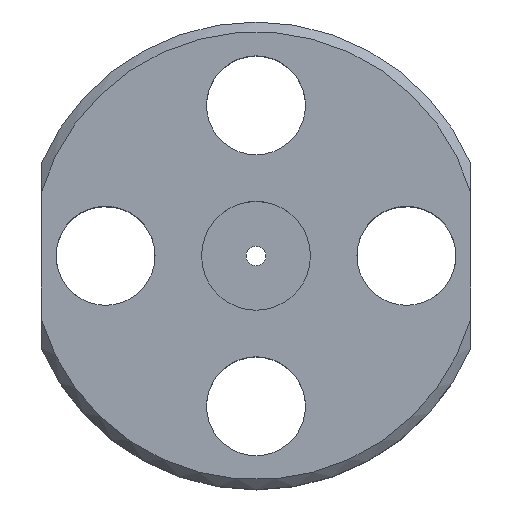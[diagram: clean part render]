
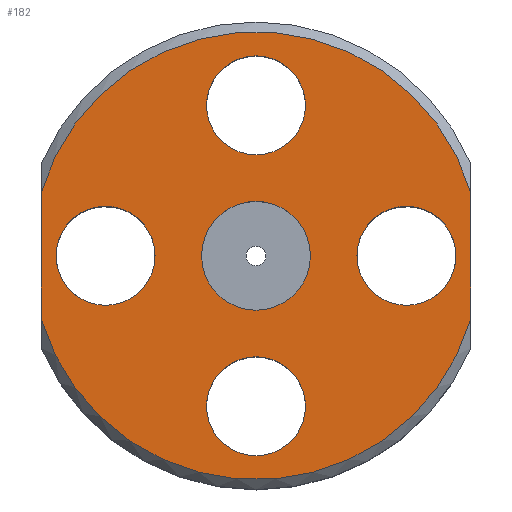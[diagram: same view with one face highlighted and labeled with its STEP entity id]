
A CAD part, top view. The second image highlights one B-rep face of the part: STEP entity #182.
In plain terms, the highlighted planar face has unit normal (0, 0, 1).
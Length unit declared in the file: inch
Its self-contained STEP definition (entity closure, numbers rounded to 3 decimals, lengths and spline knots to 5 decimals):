
#6 = VERTEX_POINT ( 'NONE', #902 ) ;
#42 = ORIENTED_EDGE ( 'NONE', *, *, #4266, .F. ) ;
#51 = EDGE_CURVE ( 'NONE', #6, #53, #965, .T. ) ;
#53 = VERTEX_POINT ( 'NONE', #961 ) ;
#115 = VERTEX_POINT ( 'NONE', #1070 ) ;
#124 = VERTEX_POINT ( 'NONE', #1128 ) ;
#125 = EDGE_CURVE ( 'NONE', #124, #115, #1122, .T. ) ;
#162 = EDGE_CURVE ( 'NONE', #124, #53, #1188, .T. ) ;
#163 = EDGE_LOOP ( 'NONE', ( #195, #200 ) ) ;
#165 = ORIENTED_EDGE ( 'NONE', *, *, #169, .F. ) ;
#167 = ORIENTED_EDGE ( 'NONE', *, *, #125, .F. ) ;
#169 = EDGE_CURVE ( 'NONE', #4164, #4140, #1174, .T. ) ;
#170 = ORIENTED_EDGE ( 'NONE', *, *, #51, .F. ) ;
#171 = ORIENTED_EDGE ( 'NONE', *, *, #172, .T. ) ;
#172 = EDGE_CURVE ( 'NONE', #6, #115, #1166, .T. ) ;
#174 = EDGE_LOOP ( 'NONE', ( #167, #175, #170, #171 ) ) ;
#175 = ORIENTED_EDGE ( 'NONE', *, *, #162, .T. ) ;
#178 = EDGE_LOOP ( 'NONE', ( #165, #179 ) ) ;
#179 = ORIENTED_EDGE ( 'NONE', *, *, #4142, .F. ) ;
#182 = ADVANCED_FACE ( 'NONE', ( #1223, #1222, #1221, #1220, #1219, #1218 ), #1217, .T. ) ;
#183 = EDGE_LOOP ( 'NONE', ( #197, #204 ) ) ;
#184 = EDGE_CURVE ( 'NONE', #4260, #4271, #1215, .T. ) ;
#185 = ORIENTED_EDGE ( 'NONE', *, *, #184, .F. ) ;
#186 = ORIENTED_EDGE ( 'NONE', *, *, #4224, .F. ) ;
#187 = EDGE_LOOP ( 'NONE', ( #185, #42 ) ) ;
#195 = ORIENTED_EDGE ( 'NONE', *, *, #209, .F. ) ;
#197 = ORIENTED_EDGE ( 'NONE', *, *, #203, .F. ) ;
#200 = ORIENTED_EDGE ( 'NONE', *, *, #4207, .F. ) ;
#203 = EDGE_CURVE ( 'NONE', #4280, #4211, #1251, .T. ) ;
#204 = ORIENTED_EDGE ( 'NONE', *, *, #4286, .F. ) ;
#207 = ORIENTED_EDGE ( 'NONE', *, *, #210, .F. ) ;
#208 = EDGE_LOOP ( 'NONE', ( #207, #186 ) ) ;
#209 = EDGE_CURVE ( 'NONE', #4130, #4205, #1238, .T. ) ;
#210 = EDGE_CURVE ( 'NONE', #4129, #4173, #1233, .T. ) ;
#902 = CARTESIAN_POINT ( 'NONE',  ( -2.712, -0.80079, 1.47638 ) ) ;
#961 = CARTESIAN_POINT ( 'NONE',  ( -2.712, 0.80079, 1.47638 ) ) ;
#962 = DIRECTION ( 'NONE',  ( 0., 1., 0. ) ) ;
#963 = VECTOR ( 'NONE', #962, 39.37008 ) ;
#964 = CARTESIAN_POINT ( 'NONE',  ( -2.712, 1.16783, 1.47638 ) ) ;
#965 = LINE ( 'NONE', #964, #963 ) ;
#1070 = CARTESIAN_POINT ( 'NONE',  ( 2.712, -0.80079, 1.47638 ) ) ;
#1119 = DIRECTION ( 'NONE',  ( 0., -1., 0. ) ) ;
#1120 = VECTOR ( 'NONE', #1119, 39.37008 ) ;
#1121 = CARTESIAN_POINT ( 'NONE',  ( 2.712, 1.16783, 1.47638 ) ) ;
#1122 = LINE ( 'NONE', #1121, #1120 ) ;
#1128 = CARTESIAN_POINT ( 'NONE',  ( 2.712, 0.80079, 1.47638 ) ) ;
#1162 = DIRECTION ( 'NONE',  ( 1., 0., 0. ) ) ;
#1163 = DIRECTION ( 'NONE',  ( 0., 0., 1. ) ) ;
#1164 = CARTESIAN_POINT ( 'NONE',  ( 0., 0., 1.47638 ) ) ;
#1165 = AXIS2_PLACEMENT_3D ( 'NONE', #1164, #1163, #1162 ) ;
#1166 = CIRCLE ( 'NONE', #1165, 2.82776 ) ;
#1167 = DIRECTION ( 'NONE',  ( 1., 0., 0. ) ) ;
#1168 = DIRECTION ( 'NONE',  ( 0., 0., 1. ) ) ;
#1169 = CARTESIAN_POINT ( 'NONE',  ( 0., 0., 1.47638 ) ) ;
#1170 = AXIS2_PLACEMENT_3D ( 'NONE', #1169, #1168, #1167 ) ;
#1174 = CIRCLE ( 'NONE', #1170, 0.6875 ) ;
#1184 = DIRECTION ( 'NONE',  ( 1., 0., 0. ) ) ;
#1185 = DIRECTION ( 'NONE',  ( 0., 0., 1. ) ) ;
#1186 = CARTESIAN_POINT ( 'NONE',  ( 0., 0., 1.47638 ) ) ;
#1187 = AXIS2_PLACEMENT_3D ( 'NONE', #1186, #1185, #1184 ) ;
#1188 = CIRCLE ( 'NONE', #1187, 2.82776 ) ;
#1208 = DIRECTION ( 'NONE',  ( 1., 0., 0. ) ) ;
#1209 = DIRECTION ( 'NONE',  ( 0., 0., 1. ) ) ;
#1210 = CARTESIAN_POINT ( 'NONE',  ( 1.9, 0., 1.47638 ) ) ;
#1211 = AXIS2_PLACEMENT_3D ( 'NONE', #1210, #1209, #1208 ) ;
#1212 = DIRECTION ( 'NONE',  ( 1., 0., 0. ) ) ;
#1213 = DIRECTION ( 'NONE',  ( 0., 0., 1. ) ) ;
#1214 = CARTESIAN_POINT ( 'NONE',  ( 0., 0., 1.47638 ) ) ;
#1215 = CIRCLE ( 'NONE', #1211, 0.625 ) ;
#1216 = AXIS2_PLACEMENT_3D ( 'NONE', #1214, #1213, #1212 ) ;
#1217 = PLANE ( 'NONE',  #1216 ) ;
#1218 = FACE_BOUND ( 'NONE', #183, .T. ) ;
#1219 = FACE_BOUND ( 'NONE', #187, .T. ) ;
#1220 = FACE_BOUND ( 'NONE', #208, .T. ) ;
#1221 = FACE_BOUND ( 'NONE', #163, .T. ) ;
#1222 = FACE_OUTER_BOUND ( 'NONE', #174, .T. ) ;
#1223 = FACE_BOUND ( 'NONE', #178, .T. ) ;
#1229 = DIRECTION ( 'NONE',  ( 1., 0., 0. ) ) ;
#1230 = DIRECTION ( 'NONE',  ( 0., 0., 1. ) ) ;
#1231 = CARTESIAN_POINT ( 'NONE',  ( 0., -1.9, 1.47638 ) ) ;
#1232 = AXIS2_PLACEMENT_3D ( 'NONE', #1231, #1230, #1229 ) ;
#1233 = CIRCLE ( 'NONE', #1232, 0.625 ) ;
#1234 = DIRECTION ( 'NONE',  ( 1., 0., 0. ) ) ;
#1235 = DIRECTION ( 'NONE',  ( 0., 0., 1. ) ) ;
#1236 = CARTESIAN_POINT ( 'NONE',  ( -1.9, 0., 1.47638 ) ) ;
#1237 = AXIS2_PLACEMENT_3D ( 'NONE', #1236, #1235, #1234 ) ;
#1238 = CIRCLE ( 'NONE', #1237, 0.625 ) ;
#1240 = DIRECTION ( 'NONE',  ( 1., 0., 0. ) ) ;
#1241 = DIRECTION ( 'NONE',  ( 0., 0., 1. ) ) ;
#1242 = AXIS2_PLACEMENT_3D ( 'NONE', #1252, #1241, #1240 ) ;
#1251 = CIRCLE ( 'NONE', #1242, 0.625 ) ;
#1252 = CARTESIAN_POINT ( 'NONE',  ( 0., 1.9, 1.47638 ) ) ;
#3387 = CARTESIAN_POINT ( 'NONE',  ( -1.275, 0., 1.47638 ) ) ;
#3388 = CARTESIAN_POINT ( 'NONE',  ( 0.625, -1.9, 1.47638 ) ) ;
#3424 = DIRECTION ( 'NONE',  ( 1., 0., 0. ) ) ;
#3425 = DIRECTION ( 'NONE',  ( 0., 0., 1. ) ) ;
#3426 = CARTESIAN_POINT ( 'NONE',  ( 0., 0., 1.47638 ) ) ;
#3427 = AXIS2_PLACEMENT_3D ( 'NONE', #3426, #3425, #3424 ) ;
#3428 = CIRCLE ( 'NONE', #3427, 0.6875 ) ;
#3435 = CARTESIAN_POINT ( 'NONE',  ( -0.6875, 0., 1.47638 ) ) ;
#3499 = CARTESIAN_POINT ( 'NONE',  ( 0.6875, 0., 1.47638 ) ) ;
#3532 = CARTESIAN_POINT ( 'NONE',  ( -0.625, -1.9, 1.47638 ) ) ;
#3657 = CIRCLE ( 'NONE', #3689, 0.625 ) ;
#3658 = CARTESIAN_POINT ( 'NONE',  ( -2.525, 0., 1.47638 ) ) ;
#3686 = DIRECTION ( 'NONE',  ( 1., 0., 0. ) ) ;
#3687 = DIRECTION ( 'NONE',  ( 0., 0., 1. ) ) ;
#3688 = CARTESIAN_POINT ( 'NONE',  ( -1.9, 0., 1.47638 ) ) ;
#3689 = AXIS2_PLACEMENT_3D ( 'NONE', #3688, #3687, #3686 ) ;
#3702 = CARTESIAN_POINT ( 'NONE',  ( -0.625, 1.9, 1.47638 ) ) ;
#3801 = DIRECTION ( 'NONE',  ( 1., 0., 0. ) ) ;
#3802 = DIRECTION ( 'NONE',  ( 0., 0., 1. ) ) ;
#3803 = CARTESIAN_POINT ( 'NONE',  ( 0., -1.9, 1.47638 ) ) ;
#3804 = AXIS2_PLACEMENT_3D ( 'NONE', #3803, #3802, #3801 ) ;
#3807 = CIRCLE ( 'NONE', #3804, 0.625 ) ;
#3808 = CARTESIAN_POINT ( 'NONE',  ( 1.9, 0., 1.47638 ) ) ;
#3809 = AXIS2_PLACEMENT_3D ( 'NONE', #3808, #3869, #3868 ) ;
#3810 = CIRCLE ( 'NONE', #3809, 0.625 ) ;
#3811 = CARTESIAN_POINT ( 'NONE',  ( 2.525, 0., 1.47638 ) ) ;
#3863 = CARTESIAN_POINT ( 'NONE',  ( 1.275, 0., 1.47638 ) ) ;
#3868 = DIRECTION ( 'NONE',  ( 1., 0., 0. ) ) ;
#3869 = DIRECTION ( 'NONE',  ( 0., 0., 1. ) ) ;
#3877 = DIRECTION ( 'NONE',  ( 1., 0., 0. ) ) ;
#3878 = DIRECTION ( 'NONE',  ( 0., 0., 1. ) ) ;
#3879 = CARTESIAN_POINT ( 'NONE',  ( 0., 1.9, 1.47638 ) ) ;
#3880 = AXIS2_PLACEMENT_3D ( 'NONE', #3879, #3878, #3877 ) ;
#3881 = CIRCLE ( 'NONE', #3880, 0.625 ) ;
#3887 = CARTESIAN_POINT ( 'NONE',  ( 0.625, 1.9, 1.47638 ) ) ;
#4129 = VERTEX_POINT ( 'NONE', #3388 ) ;
#4130 = VERTEX_POINT ( 'NONE', #3387 ) ;
#4140 = VERTEX_POINT ( 'NONE', #3435 ) ;
#4142 = EDGE_CURVE ( 'NONE', #4140, #4164, #3428, .T. ) ;
#4164 = VERTEX_POINT ( 'NONE', #3499 ) ;
#4173 = VERTEX_POINT ( 'NONE', #3532 ) ;
#4205 = VERTEX_POINT ( 'NONE', #3658 ) ;
#4207 = EDGE_CURVE ( 'NONE', #4205, #4130, #3657, .T. ) ;
#4211 = VERTEX_POINT ( 'NONE', #3702 ) ;
#4224 = EDGE_CURVE ( 'NONE', #4173, #4129, #3807, .T. ) ;
#4260 = VERTEX_POINT ( 'NONE', #3811 ) ;
#4266 = EDGE_CURVE ( 'NONE', #4271, #4260, #3810, .T. ) ;
#4271 = VERTEX_POINT ( 'NONE', #3863 ) ;
#4280 = VERTEX_POINT ( 'NONE', #3887 ) ;
#4286 = EDGE_CURVE ( 'NONE', #4211, #4280, #3881, .T. ) ;
